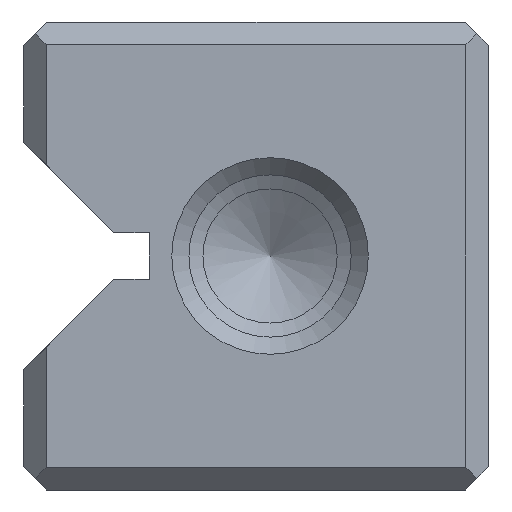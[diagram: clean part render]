
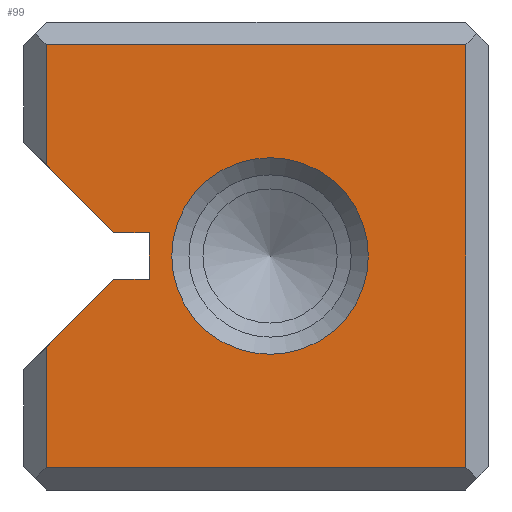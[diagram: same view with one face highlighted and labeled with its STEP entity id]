
A CAD part, left-side view. The second image highlights one B-rep face of the part: STEP entity #99.
In plain terms, the highlighted planar face has unit normal (-1, 0, 0).
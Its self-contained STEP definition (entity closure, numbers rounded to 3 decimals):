
#99=ADVANCED_FACE('',(#352,#353),#174,.T.);
#174=PLANE('',#1165);
#208=LINE('',#1637,#280);
#209=LINE('',#1640,#281);
#210=LINE('',#1642,#282);
#211=LINE('',#1644,#283);
#212=LINE('',#1646,#284);
#213=LINE('',#1648,#285);
#214=LINE('',#1650,#286);
#215=LINE('',#1652,#287);
#216=LINE('',#1654,#288);
#217=LINE('',#1656,#289);
#280=VECTOR('',#1300,1.);
#281=VECTOR('',#1301,1.);
#282=VECTOR('',#1302,1.);
#283=VECTOR('',#1303,1.);
#284=VECTOR('',#1304,1.);
#285=VECTOR('',#1305,1.);
#286=VECTOR('',#1306,1.);
#287=VECTOR('',#1307,1.);
#288=VECTOR('',#1308,1.);
#289=VECTOR('',#1309,1.);
#352=FACE_BOUND('',#472,.T.);
#353=FACE_BOUND('',#473,.T.);
#472=EDGE_LOOP('',(#612));
#473=EDGE_LOOP('',(#613,#614,#615,#616,#617,#618,#619,#620,#621,#622));
#612=ORIENTED_EDGE('',*,*,#977,.T.);
#613=ORIENTED_EDGE('',*,*,#978,.T.);
#614=ORIENTED_EDGE('',*,*,#979,.T.);
#615=ORIENTED_EDGE('',*,*,#980,.T.);
#616=ORIENTED_EDGE('',*,*,#981,.T.);
#617=ORIENTED_EDGE('',*,*,#982,.T.);
#618=ORIENTED_EDGE('',*,*,#983,.T.);
#619=ORIENTED_EDGE('',*,*,#984,.T.);
#620=ORIENTED_EDGE('',*,*,#985,.F.);
#621=ORIENTED_EDGE('',*,*,#986,.F.);
#622=ORIENTED_EDGE('',*,*,#987,.T.);
#870=VERTEX_POINT('',#1636);
#871=VERTEX_POINT('',#1638);
#872=VERTEX_POINT('',#1639);
#873=VERTEX_POINT('',#1641);
#874=VERTEX_POINT('',#1643);
#875=VERTEX_POINT('',#1645);
#876=VERTEX_POINT('',#1647);
#877=VERTEX_POINT('',#1649);
#878=VERTEX_POINT('',#1651);
#879=VERTEX_POINT('',#1653);
#880=VERTEX_POINT('',#1655);
#977=EDGE_CURVE('',#870,#870,#1106,.T.);
#978=EDGE_CURVE('',#871,#872,#208,.T.);
#979=EDGE_CURVE('',#872,#873,#209,.T.);
#980=EDGE_CURVE('',#873,#874,#210,.T.);
#981=EDGE_CURVE('',#874,#875,#211,.T.);
#982=EDGE_CURVE('',#875,#876,#212,.T.);
#983=EDGE_CURVE('',#876,#877,#213,.T.);
#984=EDGE_CURVE('',#877,#878,#214,.T.);
#985=EDGE_CURVE('',#879,#878,#215,.T.);
#986=EDGE_CURVE('',#880,#879,#216,.T.);
#987=EDGE_CURVE('',#880,#871,#217,.T.);
#1106=CIRCLE('',#1164,3.15);
#1164=AXIS2_PLACEMENT_3D('',#1635,#1298,#1299);
#1165=AXIS2_PLACEMENT_3D('',#1657,#1310,#1311);
#1298=DIRECTION('',(1.,0.,0.));
#1299=DIRECTION('',(0.,0.,-1.));
#1300=DIRECTION('',(0.,-1.,0.));
#1301=DIRECTION('',(0.,0.,1.));
#1302=DIRECTION('',(0.,1.,0.));
#1303=DIRECTION('',(0.,0.,-1.));
#1304=DIRECTION('',(0.,-0.707,-0.707));
#1305=DIRECTION('',(0.,-1.,0.));
#1306=DIRECTION('',(0.,0.,-1.));
#1307=DIRECTION('',(0.,-1.,0.));
#1308=DIRECTION('',(0.,-0.707,0.707));
#1309=DIRECTION('',(0.,0.,-1.));
#1310=DIRECTION('',(-1.,0.,0.));
#1311=DIRECTION('',(0.,0.,1.));
#1635=CARTESIAN_POINT('',(0.,7.,7.5));
#1636=CARTESIAN_POINT('',(0.,7.,4.35));
#1637=CARTESIAN_POINT('',(0.,7.45,0.725));
#1638=CARTESIAN_POINT('',(0.,14.175,0.725));
#1639=CARTESIAN_POINT('',(0.,0.725,0.725));
#1640=CARTESIAN_POINT('',(0.,0.725,0.));
#1641=CARTESIAN_POINT('',(0.,0.725,14.275));
#1642=CARTESIAN_POINT('',(0.,7.45,14.275));
#1643=CARTESIAN_POINT('',(0.,14.175,14.275));
#1644=CARTESIAN_POINT('',(0.,14.175,0.));
#1645=CARTESIAN_POINT('',(0.,14.175,10.418));
#1646=CARTESIAN_POINT('',(0.,14.9,11.143));
#1647=CARTESIAN_POINT('',(0.,12.007,8.25));
#1648=CARTESIAN_POINT('',(0.,10.875,8.25));
#1649=CARTESIAN_POINT('',(0.,10.875,8.25));
#1650=CARTESIAN_POINT('',(0.,10.875,8.25));
#1651=CARTESIAN_POINT('',(0.,10.875,6.75));
#1652=CARTESIAN_POINT('',(0.,10.875,6.75));
#1653=CARTESIAN_POINT('',(0.,12.007,6.75));
#1654=CARTESIAN_POINT('',(0.,14.9,3.857));
#1655=CARTESIAN_POINT('',(0.,14.175,4.582));
#1656=CARTESIAN_POINT('',(0.,14.175,0.));
#1657=CARTESIAN_POINT('',(0.,7.45,0.));
